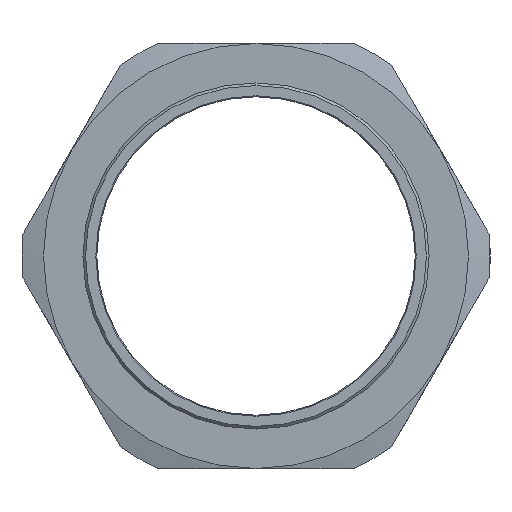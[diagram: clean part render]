
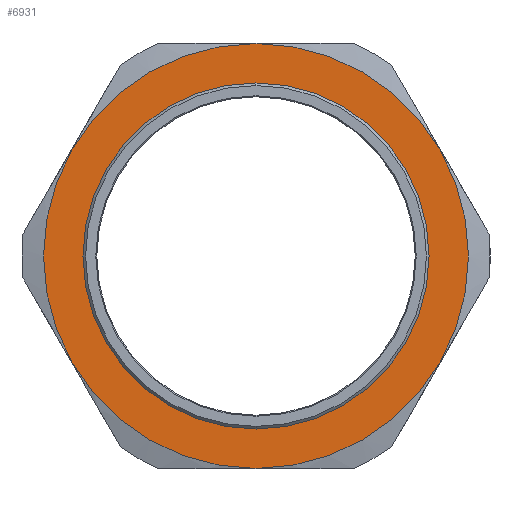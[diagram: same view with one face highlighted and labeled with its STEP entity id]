
A CAD part, left-side view. The second image highlights one B-rep face of the part: STEP entity #6931.
In plain terms, the highlighted planar face has unit normal (-1, 0, 0).
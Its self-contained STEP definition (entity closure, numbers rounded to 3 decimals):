
#215 = CARTESIAN_POINT ( 'NONE',  ( 24., 0., 0. ) ) ;
#235 = VERTEX_POINT ( 'NONE', #8216 ) ;
#299 = DIRECTION ( 'NONE',  ( 0., 0., -1. ) ) ;
#468 = FACE_BOUND ( 'NONE', #8015, .T. ) ;
#627 = VERTEX_POINT ( 'NONE', #5551 ) ;
#675 = CARTESIAN_POINT ( 'NONE',  ( 24., 0., 0. ) ) ;
#737 = EDGE_CURVE ( 'NONE', #627, #8728, #7282, .T. ) ;
#1089 = ORIENTED_EDGE ( 'NONE', *, *, #7159, .F. ) ;
#1231 = CIRCLE ( 'NONE', #1398, 50. ) ;
#1398 = AXIS2_PLACEMENT_3D ( 'NONE', #4380, #9889, #6766 ) ;
#1490 = CARTESIAN_POINT ( 'NONE',  ( 24., 0., -68.15 ) ) ;
#1742 = CARTESIAN_POINT ( 'NONE',  ( 24., 0., -50. ) ) ;
#1766 = CARTESIAN_POINT ( 'NONE',  ( 24., 0., 0. ) ) ;
#2121 = DIRECTION ( 'NONE',  ( -1., 0., 0. ) ) ;
#2824 = AXIS2_PLACEMENT_3D ( 'NONE', #1490, #3259, #4830 ) ;
#2835 = AXIS2_PLACEMENT_3D ( 'NONE', #215, #9654, #5810 ) ;
#3259 = DIRECTION ( 'NONE',  ( 1., 0., 0. ) ) ;
#3613 = ORIENTED_EDGE ( 'NONE', *, *, #5940, .F. ) ;
#3677 = FACE_OUTER_BOUND ( 'NONE', #7456, .T. ) ;
#3719 = AXIS2_PLACEMENT_3D ( 'NONE', #1766, #8048, #299 ) ;
#4380 = CARTESIAN_POINT ( 'NONE',  ( 24., 0., 0. ) ) ;
#4588 = PLANE ( 'NONE',  #2824 ) ;
#4830 = DIRECTION ( 'NONE',  ( 0., 0., -1. ) ) ;
#5551 = CARTESIAN_POINT ( 'NONE',  ( 24., 0., -61.4 ) ) ;
#5795 = EDGE_CURVE ( 'NONE', #9847, #235, #1231, .T. ) ;
#5810 = DIRECTION ( 'NONE',  ( 0., 0., -1. ) ) ;
#5940 = EDGE_CURVE ( 'NONE', #8728, #627, #6983, .T. ) ;
#6626 = CARTESIAN_POINT ( 'NONE',  ( 24., 0., 61.4 ) ) ;
#6704 = ORIENTED_EDGE ( 'NONE', *, *, #5795, .F. ) ;
#6766 = DIRECTION ( 'NONE',  ( 0., 0., 1. ) ) ;
#6931 = ADVANCED_FACE ( 'NONE', ( #3677, #468 ), #4588, .F. ) ;
#6971 = CIRCLE ( 'NONE', #7228, 50. ) ;
#6983 = CIRCLE ( 'NONE', #3719, 61.4 ) ;
#7159 = EDGE_CURVE ( 'NONE', #235, #9847, #6971, .T. ) ;
#7228 = AXIS2_PLACEMENT_3D ( 'NONE', #675, #2121, #9226 ) ;
#7282 = CIRCLE ( 'NONE', #2835, 61.4 ) ;
#7456 = EDGE_LOOP ( 'NONE', ( #7953, #3613 ) ) ;
#7953 = ORIENTED_EDGE ( 'NONE', *, *, #737, .F. ) ;
#8015 = EDGE_LOOP ( 'NONE', ( #6704, #1089 ) ) ;
#8048 = DIRECTION ( 'NONE',  ( 1., 0., 0. ) ) ;
#8216 = CARTESIAN_POINT ( 'NONE',  ( 24., 0., 50. ) ) ;
#8728 = VERTEX_POINT ( 'NONE', #6626 ) ;
#9226 = DIRECTION ( 'NONE',  ( 0., 0., 1. ) ) ;
#9654 = DIRECTION ( 'NONE',  ( 1., 0., 0. ) ) ;
#9847 = VERTEX_POINT ( 'NONE', #1742 ) ;
#9889 = DIRECTION ( 'NONE',  ( -1., 0., 0. ) ) ;
